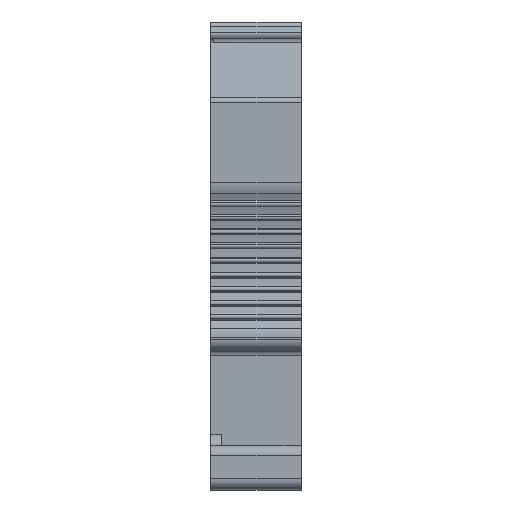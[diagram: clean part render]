
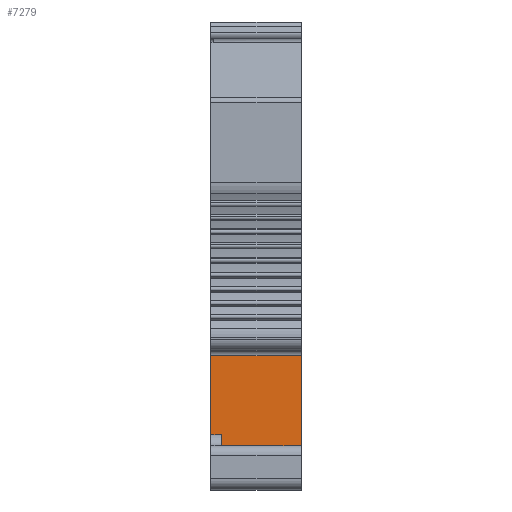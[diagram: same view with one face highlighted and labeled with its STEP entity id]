
A CAD part, left-side view. The second image highlights one B-rep face of the part: STEP entity #7279.
In plain terms, the highlighted planar face has unit normal (-1, 0, 0).
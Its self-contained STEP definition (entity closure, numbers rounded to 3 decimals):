
#2950=CARTESIAN_POINT('',(-7.647,15.955,-5.5));
#2951=VERTEX_POINT('',#2950);
#2959=CARTESIAN_POINT('',(-7.647,15.955,-15.1));
#2960=VERTEX_POINT('',#2959);
#2961=CARTESIAN_POINT('',(-7.647,15.955,-15.1));
#2962=DIRECTION('',(0.,0.,1.));
#2963=VECTOR('',#2962,9.6);
#2964=LINE('',#2961,#2963);
#2965=EDGE_CURVE('',#2960,#2951,#2964,.T.);
#7032=CARTESIAN_POINT('',(-7.647,23.155,-15.1));
#7033=VERTEX_POINT('',#7032);
#7041=CARTESIAN_POINT('',(-7.647,15.955,-15.1));
#7042=DIRECTION('',(0.,1.,0.));
#7043=VECTOR('',#7042,7.2);
#7044=LINE('',#7041,#7043);
#7045=EDGE_CURVE('',#2960,#7033,#7044,.T.);
#7209=CARTESIAN_POINT('',(-7.647,23.155,-12.6));
#7210=VERTEX_POINT('',#7209);
#7211=CARTESIAN_POINT('',(-7.647,23.155,-15.1));
#7212=DIRECTION('',(0.,0.,1.));
#7213=VECTOR('',#7212,2.5);
#7214=LINE('',#7211,#7213);
#7215=EDGE_CURVE('',#7033,#7210,#7214,.T.);
#7234=CARTESIAN_POINT('',(-7.647,24.105,-12.6));
#7235=VERTEX_POINT('',#7234);
#7243=CARTESIAN_POINT('',(-7.647,23.155,-12.6));
#7244=DIRECTION('',(0.,1.,0.));
#7245=VECTOR('',#7244,0.95);
#7246=LINE('',#7243,#7245);
#7247=EDGE_CURVE('',#7210,#7235,#7246,.T.);
#7254=CARTESIAN_POINT('',(-7.647,20.03,-10.3));
#7255=DIRECTION('',(0.,1.,0.));
#7256=DIRECTION('',(-1.,0.,0.));
#7257=AXIS2_PLACEMENT_3D('',#7254,#7256,#7255);
#7258=PLANE('',#7257);
#7259=ORIENTED_EDGE('',*,*,#7215,.F.);
#7260=ORIENTED_EDGE('',*,*,#7045,.F.);
#7261=ORIENTED_EDGE('',*,*,#2965,.T.);
#7262=CARTESIAN_POINT('',(-7.647,24.105,-5.5));
#7263=VERTEX_POINT('',#7262);
#7264=CARTESIAN_POINT('',(-7.647,15.955,-5.5));
#7265=DIRECTION('',(0.,1.,0.));
#7266=VECTOR('',#7265,8.15);
#7267=LINE('',#7264,#7266);
#7268=EDGE_CURVE('',#2951,#7263,#7267,.T.);
#7269=ORIENTED_EDGE('E702',*,*,#7268,.T.);
#7270=CARTESIAN_POINT('',(-7.647,24.105,-5.5));
#7271=DIRECTION('',(0.,0.,-1.));
#7272=VECTOR('',#7271,7.1);
#7273=LINE('',#7270,#7272);
#7274=EDGE_CURVE('',#7263,#7235,#7273,.T.);
#7275=ORIENTED_EDGE('E703',*,*,#7274,.T.);
#7276=ORIENTED_EDGE('E703',*,*,#7247,.F.);
#7277=EDGE_LOOP('',(#7259,#7260,#7261,#7269,#7275,#7276));
#7278=FACE_OUTER_BOUND('',#7277,.T.);
#7279=ADVANCED_FACE('F162',(#7278),#7258,.T.);
